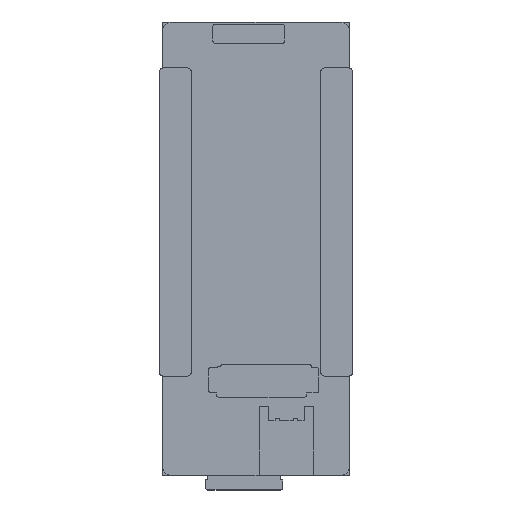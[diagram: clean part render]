
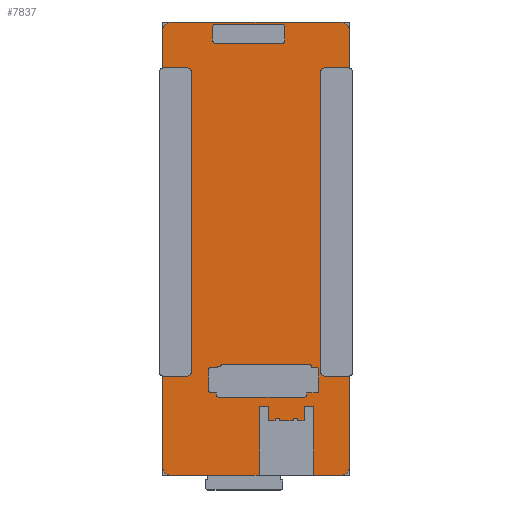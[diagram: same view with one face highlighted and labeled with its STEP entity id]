
A CAD part, top view. The second image highlights one B-rep face of the part: STEP entity #7837.
In plain terms, the highlighted planar face has unit normal (0, 0, 1).
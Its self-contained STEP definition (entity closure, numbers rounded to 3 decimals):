
#6835=CIRCLE('',#39875,1.);
#6837=CIRCLE('',#39879,1.);
#6839=CIRCLE('',#39883,1.);
#6841=CIRCLE('',#39887,1.);
#7837=ADVANCED_FACE('',(#11253),#9784,.F.);
#9784=PLANE('',#39889);
#11253=FACE_OUTER_BOUND('',#13222,.T.);
#13222=EDGE_LOOP('',(#15273,#15274,#15275,#15276,#15277,#15278,#15279,#15280));
#15273=ORIENTED_EDGE('',*,*,#27759,.F.);
#15274=ORIENTED_EDGE('',*,*,#27780,.F.);
#15275=ORIENTED_EDGE('',*,*,#27777,.F.);
#15276=ORIENTED_EDGE('',*,*,#27774,.F.);
#15277=ORIENTED_EDGE('',*,*,#27771,.F.);
#15278=ORIENTED_EDGE('',*,*,#27768,.F.);
#15279=ORIENTED_EDGE('',*,*,#27765,.F.);
#15280=ORIENTED_EDGE('',*,*,#27762,.F.);
#24605=VERTEX_POINT('',#53043);
#24606=VERTEX_POINT('',#53045);
#24608=VERTEX_POINT('',#53051);
#24610=VERTEX_POINT('',#53057);
#24612=VERTEX_POINT('',#53063);
#24614=VERTEX_POINT('',#53069);
#24616=VERTEX_POINT('',#53075);
#24618=VERTEX_POINT('',#53081);
#27759=EDGE_CURVE('',#24605,#24606,#32447,.T.);
#27762=EDGE_CURVE('',#24606,#24608,#6835,.T.);
#27765=EDGE_CURVE('',#24608,#24610,#32451,.T.);
#27768=EDGE_CURVE('',#24610,#24612,#6837,.T.);
#27771=EDGE_CURVE('',#24612,#24614,#32455,.T.);
#27774=EDGE_CURVE('',#24614,#24616,#6839,.T.);
#27777=EDGE_CURVE('',#24616,#24618,#32459,.T.);
#27780=EDGE_CURVE('',#24618,#24605,#6841,.T.);
#32447=LINE('',#53044,#36153);
#32451=LINE('',#53056,#36157);
#32455=LINE('',#53068,#36161);
#32459=LINE('',#53080,#36165);
#36153=VECTOR('',#43067,1.);
#36157=VECTOR('',#43079,1.);
#36161=VECTOR('',#43091,1.);
#36165=VECTOR('',#43103,1.);
#39875=AXIS2_PLACEMENT_3D('',#53050,#43073,#43074);
#39879=AXIS2_PLACEMENT_3D('',#53062,#43085,#43086);
#39883=AXIS2_PLACEMENT_3D('',#53074,#43097,#43098);
#39887=AXIS2_PLACEMENT_3D('',#53085,#43109,#43110);
#39889=AXIS2_PLACEMENT_3D('',#53087,#43113,#43114);
#43067=DIRECTION('',(-1.,0.,0.));
#43073=DIRECTION('',(0.,0.,-1.));
#43074=DIRECTION('',(1.,0.,0.));
#43079=DIRECTION('',(0.,1.,0.));
#43085=DIRECTION('',(0.,0.,-1.));
#43086=DIRECTION('',(1.,0.,0.));
#43091=DIRECTION('',(1.,0.,0.));
#43097=DIRECTION('',(0.,0.,-1.));
#43098=DIRECTION('',(1.,0.,0.));
#43103=DIRECTION('',(0.,-1.,0.));
#43109=DIRECTION('',(0.,0.,-1.));
#43110=DIRECTION('',(1.,0.,0.));
#43113=DIRECTION('',(0.,0.,-1.));
#43114=DIRECTION('',(-1.,0.,0.));
#53043=CARTESIAN_POINT('',(19.6,0.,1.6));
#53044=CARTESIAN_POINT('',(19.6,0.,1.6));
#53045=CARTESIAN_POINT('',(1.,0.,1.6));
#53050=CARTESIAN_POINT('',(1.,1.,1.6));
#53051=CARTESIAN_POINT('',(0.,1.,1.6));
#53056=CARTESIAN_POINT('',(0.,1.,1.6));
#53057=CARTESIAN_POINT('',(0.,49.,1.6));
#53062=CARTESIAN_POINT('',(1.,49.,1.6));
#53063=CARTESIAN_POINT('',(1.,50.,1.6));
#53068=CARTESIAN_POINT('',(1.,50.,1.6));
#53069=CARTESIAN_POINT('',(19.6,50.,1.6));
#53074=CARTESIAN_POINT('',(19.6,49.,1.6));
#53075=CARTESIAN_POINT('',(20.6,49.,1.6));
#53080=CARTESIAN_POINT('',(20.6,49.,1.6));
#53081=CARTESIAN_POINT('',(20.6,1.,1.6));
#53085=CARTESIAN_POINT('',(19.6,1.,1.6));
#53087=CARTESIAN_POINT('',(1.,1.,1.6));
